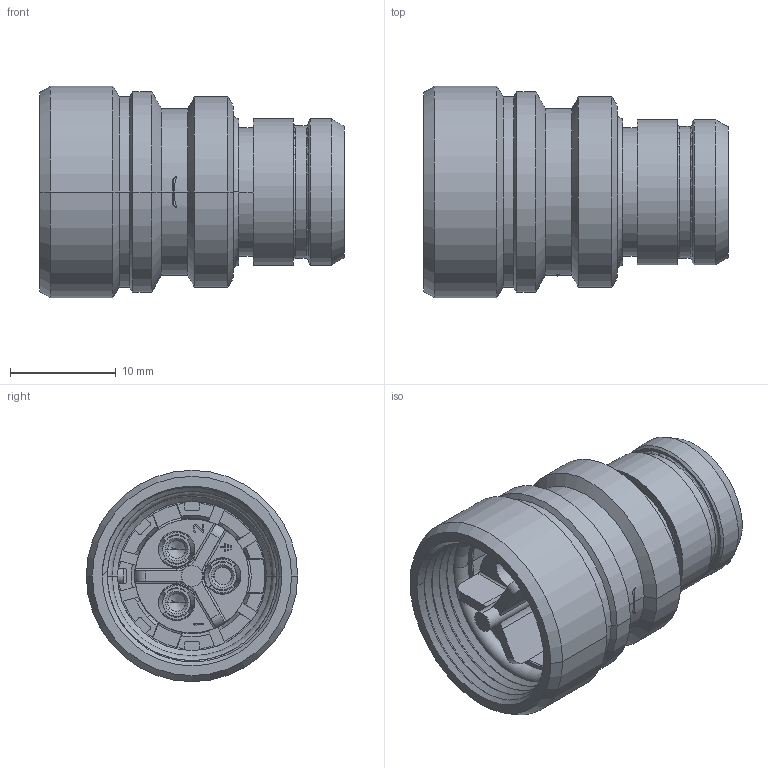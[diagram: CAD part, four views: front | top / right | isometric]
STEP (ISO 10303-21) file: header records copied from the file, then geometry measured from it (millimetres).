
FILE_DESCRIPTION((''),'2;1');
FILE_NAME('1331P193MS','2024-07-17T16:26:09',('paultorloting'),('NET AG system integration'),'CREO PARAMETRIC BY PTC INC, 2021404','CREO PARAMETRIC BY PTC INC, 2021404','');
FILE_SCHEMA(('AUTOMOTIVE_DESIGN { 1 0 10303 214 1 1 1 1 }'));
Length unit declared in the file: millimetre
Products named in the file (1): 1331P193MS
Bounding box: 28.8 x 20 x 20 mm (x, y, z)
Volume: 4083.7 mm3; surface area: 6095.9 mm2
Topology: 1 solids, 4 shells, 738 faces, 1869 edges, 1184 vertices
Faces by surface type: plane 336, cylinder 211, cone 107, torus 62, bspline 22
Entity records: 29989 total; most frequent: CARTESIAN_POINT 8739, ORIENTED_EDGE 3730, DIRECTION 3645, EDGE_CURVE 1865, AXIS2_PLACEMENT_3D 1330, VERTEX_POINT 1184, VECTOR 982, LINE 982
